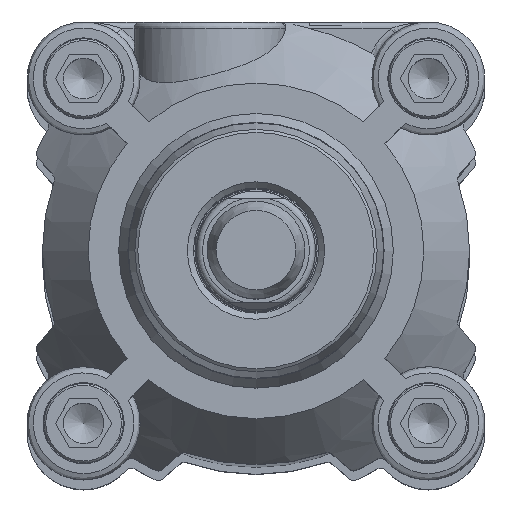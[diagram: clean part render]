
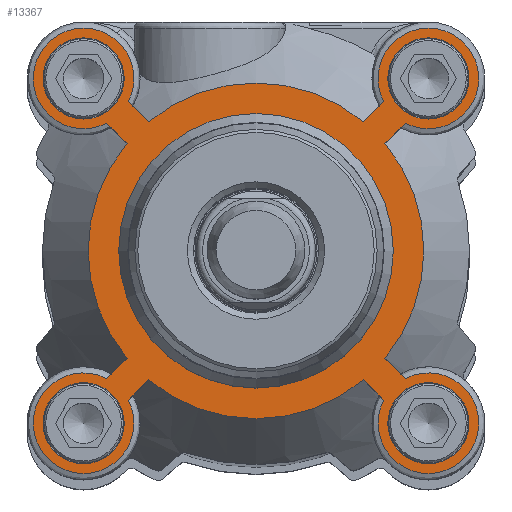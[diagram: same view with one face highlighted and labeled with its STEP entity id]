
A CAD part, top view. The second image highlights one B-rep face of the part: STEP entity #13367.
In plain terms, the highlighted planar face has unit normal (0, 0, 1).
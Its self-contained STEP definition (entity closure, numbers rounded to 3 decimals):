
#11724=CARTESIAN_POINT('',(24.458,-20.923,485.5));
#11725=VERTEX_POINT('',#11724);
#11739=CARTESIAN_POINT('',(20.923,-24.458,485.5));
#11740=VERTEX_POINT('',#11739);
#11741=CARTESIAN_POINT('',(28.25,-28.25,485.5));
#11742=DIRECTION('',(0.0,0.0,-1.0));
#11743=DIRECTION('',(0.707,-0.707,0.0));
#11744=AXIS2_PLACEMENT_3D('',#11741,#11742,#11743);
#11745=CIRCLE('',#11744,8.25);
#11746=EDGE_CURVE('',#11725,#11740,#11745,.T.);
#12856=CARTESIAN_POINT('',(-20.923,-24.458,485.5));
#12857=VERTEX_POINT('',#12856);
#12871=CARTESIAN_POINT('',(-24.458,-20.923,485.5));
#12872=VERTEX_POINT('',#12871);
#12873=CARTESIAN_POINT('',(-28.25,-28.25,485.5));
#12874=DIRECTION('',(0.0,0.0,-1.0));
#12875=DIRECTION('',(-0.707,-0.707,0.0));
#12876=AXIS2_PLACEMENT_3D('',#12873,#12874,#12875);
#12877=CIRCLE('',#12876,8.25);
#12878=EDGE_CURVE('',#12857,#12872,#12877,.T.);
#12904=CARTESIAN_POINT('',(-21.6,-28.25,485.5));
#12905=VERTEX_POINT('',#12904);
#12906=CARTESIAN_POINT('',(-28.25,-28.25,485.5));
#12907=DIRECTION('',(0.0,0.0,-1.0));
#12908=DIRECTION('',(1.0,0.0,0.0));
#12909=AXIS2_PLACEMENT_3D('',#12906,#12907,#12908);
#12910=CIRCLE('',#12909,6.65);
#12911=EDGE_CURVE('',#12905,#12905,#12910,.T.);
#13134=CARTESIAN_POINT('',(20.923,24.458,485.5));
#13135=VERTEX_POINT('',#13134);
#13136=CARTESIAN_POINT('',(24.458,20.923,485.5));
#13137=VERTEX_POINT('',#13136);
#13138=CARTESIAN_POINT('',(28.25,28.25,485.5));
#13139=DIRECTION('',(0.0,0.0,-1.0));
#13140=DIRECTION('',(0.707,0.707,0.0));
#13141=AXIS2_PLACEMENT_3D('',#13138,#13139,#13140);
#13142=CIRCLE('',#13141,8.25);
#13143=EDGE_CURVE('',#13135,#13137,#13142,.T.);
#13203=CARTESIAN_POINT('',(22.5,0.0,485.5));
#13204=VERTEX_POINT('',#13203);
#13205=CARTESIAN_POINT('',(0.0,0.0,485.5));
#13206=DIRECTION('',(0.0,0.0,1.0));
#13207=DIRECTION('',(1.0,0.0,0.0));
#13208=AXIS2_PLACEMENT_3D('',#13205,#13206,#13207);
#13209=CIRCLE('',#13208,22.5);
#13210=EDGE_CURVE('',#13204,#13204,#13209,.T.);
#13215=CARTESIAN_POINT('',(0.0,0.0,485.5));
#13216=DIRECTION('',(0.0,0.0,1.0));
#13217=DIRECTION('',(1.0,0.0,0.0));
#13218=AXIS2_PLACEMENT_3D('',#13215,#13216,#13217);
#13219=PLANE('',#13218);
#13220=ORIENTED_EDGE('',*,*,#11746,.F.);
#13221=CARTESIAN_POINT('',(21.133,-17.597,485.5));
#13222=VERTEX_POINT('',#13221);
#13223=CARTESIAN_POINT('',(21.133,-17.597,485.5));
#13224=DIRECTION('',(0.707,-0.707,0.0));
#13225=VECTOR('',#13224,4.703);
#13226=LINE('',#13223,#13225);
#13227=EDGE_CURVE('',#13222,#11725,#13226,.T.);
#13228=ORIENTED_EDGE('',*,*,#13227,.F.);
#13229=CARTESIAN_POINT('',(21.133,17.597,485.5));
#13230=VERTEX_POINT('',#13229);
#13231=CARTESIAN_POINT('',(0.0,0.0,485.5));
#13232=DIRECTION('',(0.0,0.0,1.0));
#13233=DIRECTION('',(1.0,0.0,0.0));
#13234=AXIS2_PLACEMENT_3D('',#13231,#13232,#13233);
#13235=CIRCLE('',#13234,27.5);
#13236=EDGE_CURVE('',#13222,#13230,#13235,.T.);
#13237=ORIENTED_EDGE('',*,*,#13236,.T.);
#13238=CARTESIAN_POINT('',(24.458,20.923,485.5));
#13239=DIRECTION('',(-0.707,-0.707,0.0));
#13240=VECTOR('',#13239,4.703);
#13241=LINE('',#13238,#13240);
#13242=EDGE_CURVE('',#13137,#13230,#13241,.T.);
#13243=ORIENTED_EDGE('',*,*,#13242,.F.);
#13244=ORIENTED_EDGE('',*,*,#13143,.F.);
#13245=CARTESIAN_POINT('',(17.597,21.133,485.5));
#13246=VERTEX_POINT('',#13245);
#13247=CARTESIAN_POINT('',(17.597,21.133,485.5));
#13248=DIRECTION('',(0.707,0.707,0.0));
#13249=VECTOR('',#13248,4.703);
#13250=LINE('',#13247,#13249);
#13251=EDGE_CURVE('',#13246,#13135,#13250,.T.);
#13252=ORIENTED_EDGE('',*,*,#13251,.F.);
#13253=CARTESIAN_POINT('',(-17.597,21.133,485.5));
#13254=VERTEX_POINT('',#13253);
#13255=CARTESIAN_POINT('',(0.0,0.0,485.5));
#13256=DIRECTION('',(0.0,0.0,1.0));
#13257=DIRECTION('',(1.0,0.0,0.0));
#13258=AXIS2_PLACEMENT_3D('',#13255,#13256,#13257);
#13259=CIRCLE('',#13258,27.5);
#13260=EDGE_CURVE('',#13246,#13254,#13259,.T.);
#13261=ORIENTED_EDGE('',*,*,#13260,.T.);
#13262=CARTESIAN_POINT('',(-20.923,24.458,485.5));
#13263=VERTEX_POINT('',#13262);
#13264=CARTESIAN_POINT('',(-20.923,24.458,485.5));
#13265=DIRECTION('',(0.707,-0.707,0.0));
#13266=VECTOR('',#13265,4.703);
#13267=LINE('',#13264,#13266);
#13268=EDGE_CURVE('',#13263,#13254,#13267,.T.);
#13269=ORIENTED_EDGE('',*,*,#13268,.F.);
#13270=CARTESIAN_POINT('',(-24.458,20.923,485.5));
#13271=VERTEX_POINT('',#13270);
#13272=CARTESIAN_POINT('',(-28.25,28.25,485.5));
#13273=DIRECTION('',(0.0,0.0,-1.0));
#13274=DIRECTION('',(-0.707,0.707,0.0));
#13275=AXIS2_PLACEMENT_3D('',#13272,#13273,#13274);
#13276=CIRCLE('',#13275,8.25);
#13277=EDGE_CURVE('',#13271,#13263,#13276,.T.);
#13278=ORIENTED_EDGE('',*,*,#13277,.F.);
#13279=CARTESIAN_POINT('',(-21.133,17.597,485.5));
#13280=VERTEX_POINT('',#13279);
#13281=CARTESIAN_POINT('',(-21.133,17.597,485.5));
#13282=DIRECTION('',(-0.707,0.707,0.0));
#13283=VECTOR('',#13282,4.703);
#13284=LINE('',#13281,#13283);
#13285=EDGE_CURVE('',#13280,#13271,#13284,.T.);
#13286=ORIENTED_EDGE('',*,*,#13285,.F.);
#13287=CARTESIAN_POINT('',(-21.133,-17.597,485.5));
#13288=VERTEX_POINT('',#13287);
#13289=CARTESIAN_POINT('',(0.0,0.0,485.5));
#13290=DIRECTION('',(0.0,0.0,1.0));
#13291=DIRECTION('',(1.0,0.0,0.0));
#13292=AXIS2_PLACEMENT_3D('',#13289,#13290,#13291);
#13293=CIRCLE('',#13292,27.5);
#13294=EDGE_CURVE('',#13280,#13288,#13293,.T.);
#13295=ORIENTED_EDGE('',*,*,#13294,.T.);
#13296=CARTESIAN_POINT('',(-24.458,-20.923,485.5));
#13297=DIRECTION('',(0.707,0.707,0.0));
#13298=VECTOR('',#13297,4.703);
#13299=LINE('',#13296,#13298);
#13300=EDGE_CURVE('',#12872,#13288,#13299,.T.);
#13301=ORIENTED_EDGE('',*,*,#13300,.F.);
#13302=ORIENTED_EDGE('',*,*,#12878,.F.);
#13303=CARTESIAN_POINT('',(-17.597,-21.133,485.5));
#13304=VERTEX_POINT('',#13303);
#13305=CARTESIAN_POINT('',(-17.597,-21.133,485.5));
#13306=DIRECTION('',(-0.707,-0.707,0.0));
#13307=VECTOR('',#13306,4.703);
#13308=LINE('',#13305,#13307);
#13309=EDGE_CURVE('',#13304,#12857,#13308,.T.);
#13310=ORIENTED_EDGE('',*,*,#13309,.F.);
#13311=CARTESIAN_POINT('',(17.597,-21.133,485.5));
#13312=VERTEX_POINT('',#13311);
#13313=CARTESIAN_POINT('',(0.0,0.0,485.5));
#13314=DIRECTION('',(0.0,0.0,1.0));
#13315=DIRECTION('',(1.0,0.0,0.0));
#13316=AXIS2_PLACEMENT_3D('',#13313,#13314,#13315);
#13317=CIRCLE('',#13316,27.5);
#13318=EDGE_CURVE('',#13304,#13312,#13317,.T.);
#13319=ORIENTED_EDGE('',*,*,#13318,.T.);
#13320=CARTESIAN_POINT('',(20.923,-24.458,485.5));
#13321=DIRECTION('',(-0.707,0.707,0.0));
#13322=VECTOR('',#13321,4.703);
#13323=LINE('',#13320,#13322);
#13324=EDGE_CURVE('',#11740,#13312,#13323,.T.);
#13325=ORIENTED_EDGE('',*,*,#13324,.F.);
#13326=EDGE_LOOP('',(#13220,#13228,#13237,#13243,#13244,#13252,#13261,#13269,#13278,#13286,#13295,#13301,#13302,#13310,#13319,#13325));
#13327=FACE_OUTER_BOUND('',#13326,.T.);
#13328=ORIENTED_EDGE('',*,*,#13210,.F.);
#13329=EDGE_LOOP('',(#13328));
#13330=FACE_BOUND('',#13329,.T.);
#13331=CARTESIAN_POINT('',(34.9,28.25,485.5));
#13332=VERTEX_POINT('',#13331);
#13333=CARTESIAN_POINT('',(28.25,28.25,485.5));
#13334=DIRECTION('',(0.0,0.0,-1.0));
#13335=DIRECTION('',(1.0,0.0,0.0));
#13336=AXIS2_PLACEMENT_3D('',#13333,#13334,#13335);
#13337=CIRCLE('',#13336,6.65);
#13338=EDGE_CURVE('',#13332,#13332,#13337,.T.);
#13339=ORIENTED_EDGE('',*,*,#13338,.T.);
#13340=EDGE_LOOP('',(#13339));
#13341=FACE_BOUND('',#13340,.T.);
#13342=ORIENTED_EDGE('',*,*,#12911,.T.);
#13343=EDGE_LOOP('',(#13342));
#13344=FACE_BOUND('',#13343,.T.);
#13345=CARTESIAN_POINT('',(-21.6,28.25,485.5));
#13346=VERTEX_POINT('',#13345);
#13347=CARTESIAN_POINT('',(-28.25,28.25,485.5));
#13348=DIRECTION('',(0.0,0.0,-1.0));
#13349=DIRECTION('',(1.0,0.0,0.0));
#13350=AXIS2_PLACEMENT_3D('',#13347,#13348,#13349);
#13351=CIRCLE('',#13350,6.65);
#13352=EDGE_CURVE('',#13346,#13346,#13351,.T.);
#13353=ORIENTED_EDGE('',*,*,#13352,.T.);
#13354=EDGE_LOOP('',(#13353));
#13355=FACE_BOUND('',#13354,.T.);
#13356=CARTESIAN_POINT('',(34.9,-28.25,485.5));
#13357=VERTEX_POINT('',#13356);
#13358=CARTESIAN_POINT('',(28.25,-28.25,485.5));
#13359=DIRECTION('',(0.0,0.0,-1.0));
#13360=DIRECTION('',(1.0,0.0,0.0));
#13361=AXIS2_PLACEMENT_3D('',#13358,#13359,#13360);
#13362=CIRCLE('',#13361,6.65);
#13363=EDGE_CURVE('',#13357,#13357,#13362,.T.);
#13364=ORIENTED_EDGE('',*,*,#13363,.T.);
#13365=EDGE_LOOP('',(#13364));
#13366=FACE_BOUND('',#13365,.T.);
#13367=ADVANCED_FACE('',(#13327,#13330,#13341,#13344,#13355,#13366),#13219,.T.);
